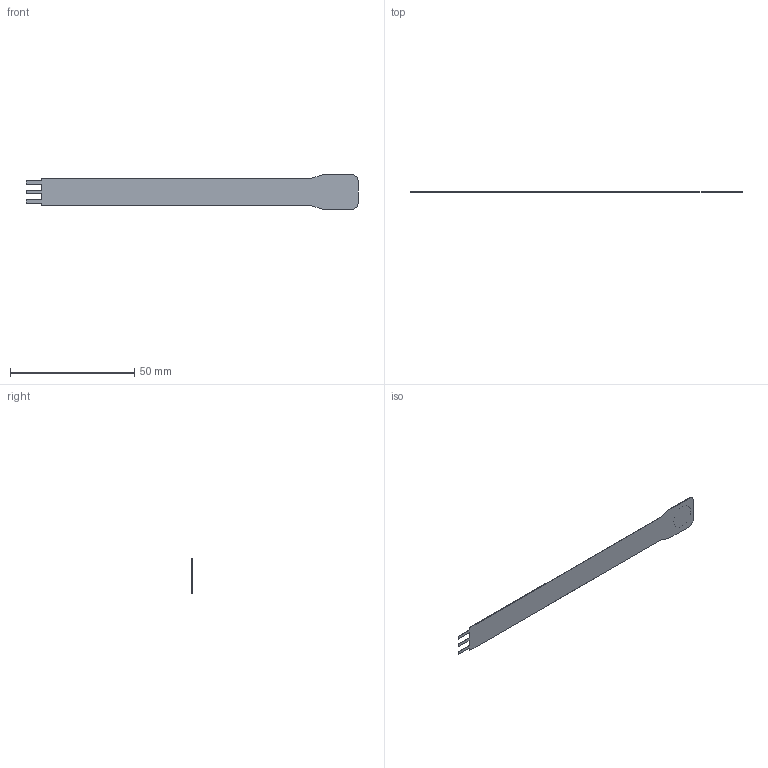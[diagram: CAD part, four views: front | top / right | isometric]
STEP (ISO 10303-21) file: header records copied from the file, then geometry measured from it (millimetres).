
FILE_DESCRIPTION (( 'STEP AP214' ), '1' );
FILE_NAME ('A201_2.STEP', '2025-08-11T18:03:13', ( '' ), ( '' ), 'SwSTEP 2.0', 'SolidWorks 2024', '' );
FILE_SCHEMA (( 'AUTOMOTIVE_DESIGN' ));
Length unit declared in the file: inch
Products named in the file (1): A201_2
Bounding box: 133.35 x 0.2 x 13.97 mm (x, y, z)
Volume: 301.8 mm3; surface area: 3036.6 mm2
Topology: 1 solids, 1 shells, 27 faces, 72 edges, 48 vertices
Faces by surface type: plane 23, cylinder 4
Entity records: 861 total; most frequent: CARTESIAN_POINT 148, ORIENTED_EDGE 144, DIRECTION 136, EDGE_CURVE 72, VECTOR 64, LINE 64, VERTEX_POINT 48, AXIS2_PLACEMENT_3D 36
